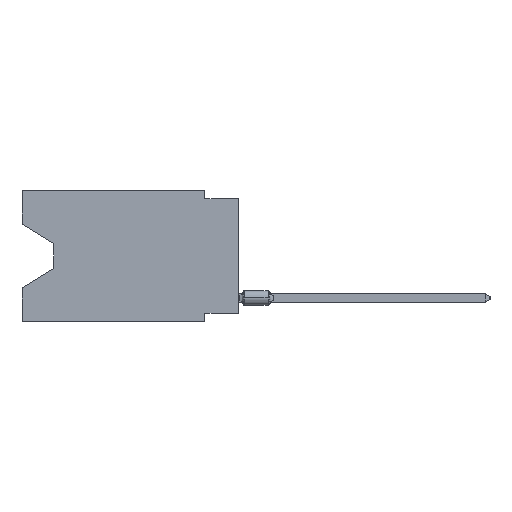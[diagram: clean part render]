
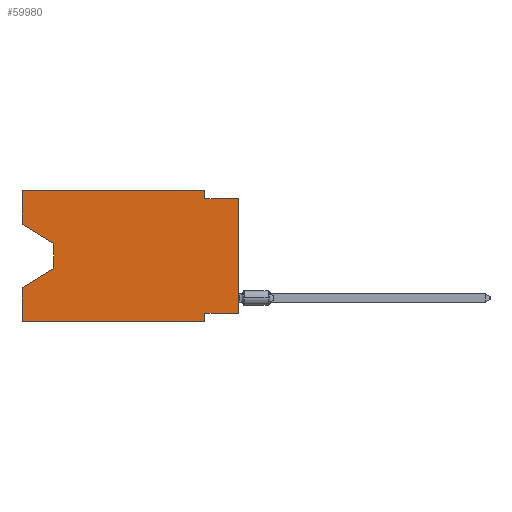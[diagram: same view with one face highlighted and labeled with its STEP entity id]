
A CAD part, left-side view. The second image highlights one B-rep face of the part: STEP entity #59980.
In plain terms, the highlighted planar face has unit normal (-1, 0, 0).
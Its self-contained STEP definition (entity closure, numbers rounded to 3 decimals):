
#1201 = ORIENTED_EDGE ( 'NONE', *, *, #44009, .T. ) ;
#1783 = LINE ( 'NONE', #59056, #59615 ) ;
#2738 = LINE ( 'NONE', #22376, #39636 ) ;
#3572 = CARTESIAN_POINT ( 'NONE',  ( 0., 2.54, -9.906 ) ) ;
#4435 = CARTESIAN_POINT ( 'NONE',  ( 0., 2.54, -0.635 ) ) ;
#4912 = ORIENTED_EDGE ( 'NONE', *, *, #38639, .T. ) ;
#5937 = EDGE_CURVE ( 'NONE', #43205, #46657, #29905, .T. ) ;
#6076 = VERTEX_POINT ( 'NONE', #27683 ) ;
#6590 = EDGE_LOOP ( 'NONE', ( #22487, #1201, #54086, #75550, #15262, #51230, #29165, #4912, #36049, #70936, #19402, #24614 ) ) ;
#7093 = VECTOR ( 'NONE', #38469, 1000. ) ;
#7110 = VECTOR ( 'NONE', #42170, 1000. ) ;
#7513 = EDGE_CURVE ( 'NONE', #16506, #64030, #47839, .T. ) ;
#7521 = VERTEX_POINT ( 'NONE', #37320 ) ;
#8257 = LINE ( 'NONE', #27497, #62037 ) ;
#10810 = DIRECTION ( 'NONE',  ( 0., 0.855, -0.519 ) ) ;
#12823 = CARTESIAN_POINT ( 'NONE',  ( 0., 2.54, 0. ) ) ;
#15262 = ORIENTED_EDGE ( 'NONE', *, *, #5937, .T. ) ;
#15281 = DIRECTION ( 'NONE',  ( 0., 0., -1. ) ) ;
#15678 = LINE ( 'NONE', #80432, #39596 ) ;
#16506 = VERTEX_POINT ( 'NONE', #4435 ) ;
#16698 = FACE_OUTER_BOUND ( 'NONE', #6590, .T. ) ;
#17348 = DIRECTION ( 'NONE',  ( 0., 0., 1. ) ) ;
#17768 = CARTESIAN_POINT ( 'NONE',  ( 0., 16.383, -9.906 ) ) ;
#18035 = EDGE_CURVE ( 'NONE', #46571, #16506, #15678, .T. ) ;
#19402 = ORIENTED_EDGE ( 'NONE', *, *, #32049, .F. ) ;
#20799 = DIRECTION ( 'NONE',  ( 0., -0.855, -0.519 ) ) ;
#22376 = CARTESIAN_POINT ( 'NONE',  ( 0., 13.97, -4.013 ) ) ;
#22487 = ORIENTED_EDGE ( 'NONE', *, *, #82679, .T. ) ;
#22502 = VERTEX_POINT ( 'NONE', #59170 ) ;
#23093 = VERTEX_POINT ( 'NONE', #51371 ) ;
#23157 = DIRECTION ( 'NONE',  ( 0., 0., -1. ) ) ;
#23789 = LINE ( 'NONE', #28821, #7110 ) ;
#24614 = ORIENTED_EDGE ( 'NONE', *, *, #41337, .F. ) ;
#26407 = CARTESIAN_POINT ( 'NONE',  ( 0., 16.383, 0. ) ) ;
#27497 = CARTESIAN_POINT ( 'NONE',  ( 0., 16.383, -2.546 ) ) ;
#27683 = CARTESIAN_POINT ( 'NONE',  ( 0., 13.97, -5.893 ) ) ;
#28821 = CARTESIAN_POINT ( 'NONE',  ( 0., 16.383, 0. ) ) ;
#29165 = ORIENTED_EDGE ( 'NONE', *, *, #48095, .F. ) ;
#29661 = PLANE ( 'NONE',  #50328 ) ;
#29905 = LINE ( 'NONE', #17768, #30256 ) ;
#29939 = CARTESIAN_POINT ( 'NONE',  ( 0., 16.383, -2.546 ) ) ;
#30256 = VECTOR ( 'NONE', #69203, 1000. ) ;
#30721 = LINE ( 'NONE', #80475, #77579 ) ;
#32049 = EDGE_CURVE ( 'NONE', #74099, #46571, #23789, .T. ) ;
#34709 = DIRECTION ( 'NONE',  ( 1., 0., 0. ) ) ;
#36049 = ORIENTED_EDGE ( 'NONE', *, *, #7513, .F. ) ;
#36228 = DIRECTION ( 'NONE',  ( 0., 0., -1. ) ) ;
#37297 = VECTOR ( 'NONE', #36228, 1000. ) ;
#37320 = CARTESIAN_POINT ( 'NONE',  ( 0., 2.54, -9.271 ) ) ;
#38469 = DIRECTION ( 'NONE',  ( 0., 0., 1. ) ) ;
#38639 = EDGE_CURVE ( 'NONE', #23093, #64030, #30721, .T. ) ;
#38869 = VERTEX_POINT ( 'NONE', #68164 ) ;
#39293 = LINE ( 'NONE', #39709, #7093 ) ;
#39596 = VECTOR ( 'NONE', #23157, 1000. ) ;
#39636 = VECTOR ( 'NONE', #15281, 1000. ) ;
#39709 = CARTESIAN_POINT ( 'NONE',  ( 0., 16.383, 0. ) ) ;
#41337 = EDGE_CURVE ( 'NONE', #60791, #74099, #39293, .T. ) ;
#42170 = DIRECTION ( 'NONE',  ( 0., -1., 0. ) ) ;
#43205 = VERTEX_POINT ( 'NONE', #81871 ) ;
#44009 = EDGE_CURVE ( 'NONE', #38869, #6076, #2738, .T. ) ;
#44548 = DIRECTION ( 'NONE',  ( 0., 0., 1. ) ) ;
#44712 = LINE ( 'NONE', #65181, #49240 ) ;
#46571 = VERTEX_POINT ( 'NONE', #12823 ) ;
#46657 = VERTEX_POINT ( 'NONE', #3572 ) ;
#47246 = LINE ( 'NONE', #68102, #61160 ) ;
#47839 = LINE ( 'NONE', #73338, #66450 ) ;
#48075 = DIRECTION ( 'NONE',  ( 0., 0., -1. ) ) ;
#48095 = EDGE_CURVE ( 'NONE', #23093, #7521, #44712, .T. ) ;
#49240 = VECTOR ( 'NONE', #50992, 1000. ) ;
#50328 = AXIS2_PLACEMENT_3D ( 'NONE', #68535, #34709, #48075 ) ;
#50992 = DIRECTION ( 'NONE',  ( 0., 1., 0. ) ) ;
#51230 = ORIENTED_EDGE ( 'NONE', *, *, #68621, .F. ) ;
#51371 = CARTESIAN_POINT ( 'NONE',  ( 0., 0., -9.271 ) ) ;
#54086 = ORIENTED_EDGE ( 'NONE', *, *, #67044, .T. ) ;
#54235 = CARTESIAN_POINT ( 'NONE',  ( 0., 2.54, -9.906 ) ) ;
#59020 = CARTESIAN_POINT ( 'NONE',  ( 0., 0., -0.635 ) ) ;
#59056 = CARTESIAN_POINT ( 'NONE',  ( 0., 16.383, 0. ) ) ;
#59170 = CARTESIAN_POINT ( 'NONE',  ( 0., 16.383, -7.36 ) ) ;
#59615 = VECTOR ( 'NONE', #44548, 1000. ) ;
#59980 = ADVANCED_FACE ( 'NONE', ( #16698 ), #29661, .F. ) ;
#60783 = DIRECTION ( 'NONE',  ( 0., -1., 0. ) ) ;
#60791 = VERTEX_POINT ( 'NONE', #29939 ) ;
#61160 = VECTOR ( 'NONE', #10810, 1000. ) ;
#62037 = VECTOR ( 'NONE', #20799, 1000. ) ;
#64030 = VERTEX_POINT ( 'NONE', #59020 ) ;
#65181 = CARTESIAN_POINT ( 'NONE',  ( 0., 0., -9.271 ) ) ;
#66450 = VECTOR ( 'NONE', #60783, 1000. ) ;
#67044 = EDGE_CURVE ( 'NONE', #6076, #22502, #47246, .T. ) ;
#68102 = CARTESIAN_POINT ( 'NONE',  ( 0., 13.97, -5.893 ) ) ;
#68164 = CARTESIAN_POINT ( 'NONE',  ( 0., 13.97, -4.013 ) ) ;
#68535 = CARTESIAN_POINT ( 'NONE',  ( 0., 16.383, 0. ) ) ;
#68621 = EDGE_CURVE ( 'NONE', #7521, #46657, #80150, .T. ) ;
#69203 = DIRECTION ( 'NONE',  ( 0., -1., 0. ) ) ;
#70936 = ORIENTED_EDGE ( 'NONE', *, *, #18035, .F. ) ;
#73338 = CARTESIAN_POINT ( 'NONE',  ( 0., 0., -0.635 ) ) ;
#74099 = VERTEX_POINT ( 'NONE', #26407 ) ;
#75550 = ORIENTED_EDGE ( 'NONE', *, *, #78075, .F. ) ;
#77579 = VECTOR ( 'NONE', #17348, 1000. ) ;
#78075 = EDGE_CURVE ( 'NONE', #43205, #22502, #1783, .T. ) ;
#80150 = LINE ( 'NONE', #54235, #37297 ) ;
#80432 = CARTESIAN_POINT ( 'NONE',  ( 0., 2.54, 0. ) ) ;
#80475 = CARTESIAN_POINT ( 'NONE',  ( 0., 0., 0. ) ) ;
#81871 = CARTESIAN_POINT ( 'NONE',  ( 0., 16.383, -9.906 ) ) ;
#82679 = EDGE_CURVE ( 'NONE', #60791, #38869, #8257, .T. ) ;
